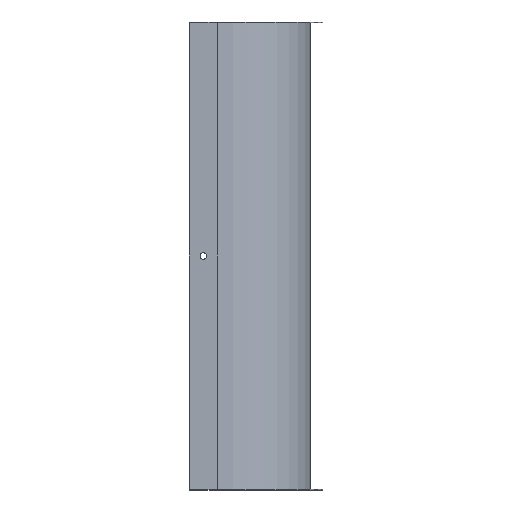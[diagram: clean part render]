
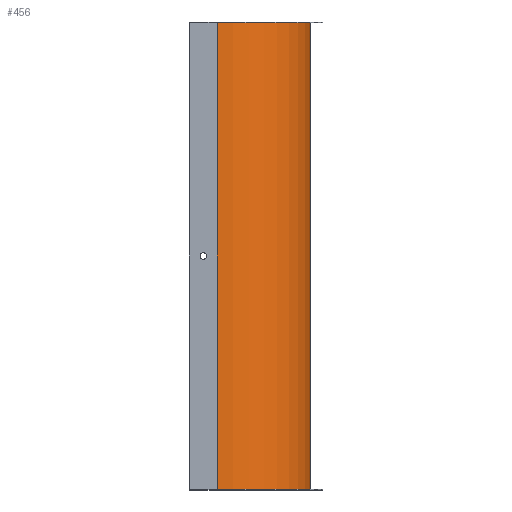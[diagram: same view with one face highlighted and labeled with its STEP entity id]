
A CAD part, front view. The second image highlights one B-rep face of the part: STEP entity #456.
In plain terms, the highlighted cylindrical face has radius 99.8 mm (diameter 199.6 mm), a partial arc.
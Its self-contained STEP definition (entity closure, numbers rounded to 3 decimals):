
#34 = AXIS2_PLACEMENT_3D ( 'NONE', #629, #632, #633 ) ;
#53 = AXIS2_PLACEMENT_3D ( 'NONE', #580, #579, #578 ) ;
#54 = AXIS2_PLACEMENT_3D ( 'NONE', #585, #584, #583 ) ;
#58 = EDGE_CURVE ( 'NONE', #354, #361, #358, .T. ) ;
#66 = EDGE_CURVE ( 'NONE', #354, #339, #151, .T. ) ;
#68 = EDGE_CURVE ( 'NONE', #361, #340, #157, .T. ) ;
#86 = EDGE_CURVE ( 'NONE', #339, #340, #120, .T. ) ;
#117 = VECTOR ( 'NONE', #528, 1000. ) ;
#120 = LINE ( 'NONE', #475, #117 ) ;
#151 = CIRCLE ( 'NONE', #54, 99.8 ) ;
#157 = CIRCLE ( 'NONE', #53, 99.8 ) ;
#165 = VECTOR ( 'NONE', #599, 1000. ) ;
#170 = EDGE_LOOP ( 'NONE', ( #320, #325, #275, #280 ) ) ;
#275 = ORIENTED_EDGE ( 'NONE', *, *, #68, .T. ) ;
#280 = ORIENTED_EDGE ( 'NONE', *, *, #86, .F. ) ;
#320 = ORIENTED_EDGE ( 'NONE', *, *, #66, .F. ) ;
#325 = ORIENTED_EDGE ( 'NONE', *, *, #58, .T. ) ;
#326 = CYLINDRICAL_SURFACE ( 'NONE', #34, 99.8 ) ;
#338 = FACE_OUTER_BOUND ( 'NONE', #170, .T. ) ;
#339 = VERTEX_POINT ( 'NONE', #487 ) ;
#340 = VERTEX_POINT ( 'NONE', #480 ) ;
#354 = VERTEX_POINT ( 'NONE', #701 ) ;
#358 = LINE ( 'NONE', #598, #165 ) ;
#361 = VERTEX_POINT ( 'NONE', #685 ) ;
#456 = ADVANCED_FACE ( 'NONE', ( #338 ), #326, .T. ) ;
#475 = CARTESIAN_POINT ( 'NONE',  ( 30., -0.8, -501.2 ) ) ;
#480 = CARTESIAN_POINT ( 'NONE',  ( 30., -0.8, 0. ) ) ;
#487 = CARTESIAN_POINT ( 'NONE',  ( 30., -0.8, -500.4 ) ) ;
#528 = DIRECTION ( 'NONE',  ( 0., 0., 1. ) ) ;
#578 = DIRECTION ( 'NONE',  ( 1., 0., 0. ) ) ;
#579 = DIRECTION ( 'NONE',  ( 0., 0., -1. ) ) ;
#580 = CARTESIAN_POINT ( 'NONE',  ( 30., 99., 0. ) ) ;
#583 = DIRECTION ( 'NONE',  ( -1., 0., 0. ) ) ;
#584 = DIRECTION ( 'NONE',  ( 0., 0., -1. ) ) ;
#585 = CARTESIAN_POINT ( 'NONE',  ( 30., 99., -500.4 ) ) ;
#598 = CARTESIAN_POINT ( 'NONE',  ( 129.8, 99., -501.2 ) ) ;
#599 = DIRECTION ( 'NONE',  ( 0., 0., 1. ) ) ;
#629 = CARTESIAN_POINT ( 'NONE',  ( 30., 99., -501.2 ) ) ;
#632 = DIRECTION ( 'NONE',  ( 0., 0., 1. ) ) ;
#633 = DIRECTION ( 'NONE',  ( 1., 0., 0. ) ) ;
#685 = CARTESIAN_POINT ( 'NONE',  ( 129.8, 99., 0. ) ) ;
#701 = CARTESIAN_POINT ( 'NONE',  ( 129.8, 99., -500.4 ) ) ;
